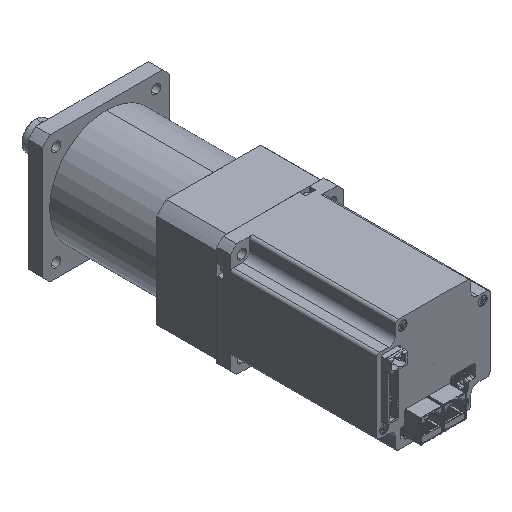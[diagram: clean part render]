
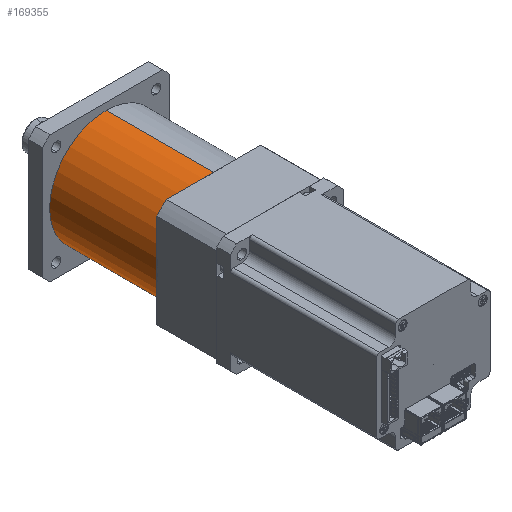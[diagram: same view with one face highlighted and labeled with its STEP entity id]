
A CAD part, isometric view. The second image highlights one B-rep face of the part: STEP entity #169355.
In plain terms, the highlighted cylindrical face has radius 40 mm (diameter 80 mm), a partial arc.
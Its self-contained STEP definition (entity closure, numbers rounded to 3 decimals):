
#1380 = CARTESIAN_POINT ( 'NONE',  ( 0., 0., -40. ) ) ;
#2364 = ORIENTED_EDGE ( 'NONE', *, *, #82526, .T. ) ;
#6354 = CIRCLE ( 'NONE', #52890, 40. ) ;
#6362 = DIRECTION ( 'NONE',  ( 0., 0., -1. ) ) ;
#14961 = CIRCLE ( 'NONE', #44055, 40. ) ;
#17422 = EDGE_CURVE ( 'NONE', #83123, #161976, #14961, .T. ) ;
#17437 = VECTOR ( 'NONE', #130379, 1000. ) ;
#17963 = ORIENTED_EDGE ( 'NONE', *, *, #140211, .F. ) ;
#21017 = CARTESIAN_POINT ( 'NONE',  ( 0., 0., 0. ) ) ;
#23936 = EDGE_LOOP ( 'NONE', ( #54157, #2364, #97301, #61245, #17963 ) ) ;
#28127 = CARTESIAN_POINT ( 'NONE',  ( 17.2, 0., -40. ) ) ;
#28763 = CARTESIAN_POINT ( 'NONE',  ( 17.2, 0., 0. ) ) ;
#34352 = EDGE_CURVE ( 'NONE', #161976, #38340, #105395, .T. ) ;
#35299 = VECTOR ( 'NONE', #54707, 1000. ) ;
#38340 = VERTEX_POINT ( 'NONE', #109165 ) ;
#42213 = DIRECTION ( 'NONE',  ( 0., 0., -1. ) ) ;
#44055 = AXIS2_PLACEMENT_3D ( 'NONE', #166900, #86557, #6362 ) ;
#44772 = CYLINDRICAL_SURFACE ( 'NONE', #154266, 40. ) ;
#47405 = DIRECTION ( 'NONE',  ( 0., 0., 1. ) ) ;
#52890 = AXIS2_PLACEMENT_3D ( 'NONE', #53877, #147650, #67376 ) ;
#53877 = CARTESIAN_POINT ( 'NONE',  ( 93., 0., 0. ) ) ;
#54157 = ORIENTED_EDGE ( 'NONE', *, *, #118806, .T. ) ;
#54707 = DIRECTION ( 'NONE',  ( -1., 0., 0. ) ) ;
#61245 = ORIENTED_EDGE ( 'NONE', *, *, #34352, .T. ) ;
#67376 = DIRECTION ( 'NONE',  ( 0., 0., 1. ) ) ;
#70117 = AXIS2_PLACEMENT_3D ( 'NONE', #28763, #122535, #42213 ) ;
#70961 = LINE ( 'NONE', #1380, #35299 ) ;
#82526 = EDGE_CURVE ( 'NONE', #115504, #83123, #70961, .T. ) ;
#83123 = VERTEX_POINT ( 'NONE', #28127 ) ;
#86557 = DIRECTION ( 'NONE',  ( 1., 0., 0. ) ) ;
#95451 = CARTESIAN_POINT ( 'NONE',  ( 93., 0., -40. ) ) ;
#97301 = ORIENTED_EDGE ( 'NONE', *, *, #17422, .T. ) ;
#101272 = DIRECTION ( 'NONE',  ( -1., 0., 0. ) ) ;
#105395 = CIRCLE ( 'NONE', #70117, 40. ) ;
#109165 = CARTESIAN_POINT ( 'NONE',  ( 17.2, 0., 40. ) ) ;
#115504 = VERTEX_POINT ( 'NONE', #95451 ) ;
#116934 = CARTESIAN_POINT ( 'NONE',  ( 0., 0., 40. ) ) ;
#118783 = CARTESIAN_POINT ( 'NONE',  ( 17.2, 40., 0. ) ) ;
#118806 = EDGE_CURVE ( 'NONE', #165968, #115504, #6354, .T. ) ;
#120290 = FACE_OUTER_BOUND ( 'NONE', #23936, .T. ) ;
#122535 = DIRECTION ( 'NONE',  ( 1., 0., 0. ) ) ;
#126170 = CARTESIAN_POINT ( 'NONE',  ( 93., 0., 40. ) ) ;
#130379 = DIRECTION ( 'NONE',  ( -1., 0., 0. ) ) ;
#140211 = EDGE_CURVE ( 'NONE', #165968, #38340, #160019, .T. ) ;
#147650 = DIRECTION ( 'NONE',  ( -1., 0., 0. ) ) ;
#154266 = AXIS2_PLACEMENT_3D ( 'NONE', #21017, #101272, #47405 ) ;
#160019 = LINE ( 'NONE', #116934, #17437 ) ;
#161976 = VERTEX_POINT ( 'NONE', #118783 ) ;
#165968 = VERTEX_POINT ( 'NONE', #126170 ) ;
#166900 = CARTESIAN_POINT ( 'NONE',  ( 17.2, 0., 0. ) ) ;
#169355 = ADVANCED_FACE ( 'NONE', ( #120290 ), #44772, .T. ) ;
